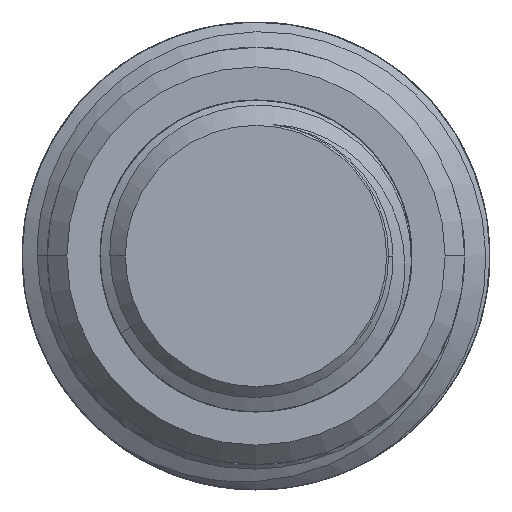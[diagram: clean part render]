
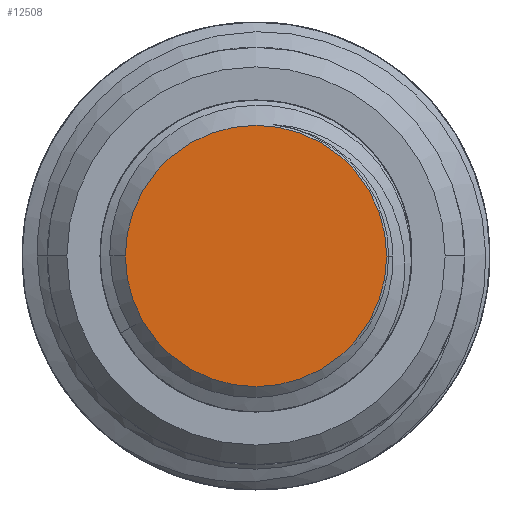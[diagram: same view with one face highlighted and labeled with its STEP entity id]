
A CAD part, front view. The second image highlights one B-rep face of the part: STEP entity #12508.
In plain terms, the highlighted planar face has unit normal (0, -1, 0).
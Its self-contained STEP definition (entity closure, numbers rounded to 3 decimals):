
#1=CARTESIAN_POINT('',(0.,0.,0.));
#2=DIRECTION('',(0.,1.,0.));
#3=DIRECTION('',(1.,0.,0.));
#4=AXIS2_PLACEMENT_3D('',#1,#2,#3);
#6=CARTESIAN_POINT('',(0.,0.,0.));
#7=DIRECTION('',(0.,1.,0.));
#8=DIRECTION('',(0.,0.,-1.));
#9=AXIS2_PLACEMENT_3D('',#6,#7,#8);
#11=CARTESIAN_POINT('',(0.,0.,0.));
#12=DIRECTION('',(0.,1.,0.));
#13=DIRECTION('',(-1.,0.,0.));
#14=AXIS2_PLACEMENT_3D('',#11,#12,#13);
#16=CARTESIAN_POINT('',(0.,0.,0.));
#17=DIRECTION('',(0.,1.,0.));
#18=DIRECTION('',(0.,0.,1.));
#19=AXIS2_PLACEMENT_3D('',#16,#17,#18);
#11717=CARTESIAN_POINT('',(0.,0.,-3.35));
#11718=CARTESIAN_POINT('',(-3.35,0.,0.));
#11719=VERTEX_POINT('',#11717);
#11720=VERTEX_POINT('',#11718);
#11721=CARTESIAN_POINT('',(3.35,0.,0.));
#11722=VERTEX_POINT('',#11721);
#11723=CARTESIAN_POINT('',(0.,0.,3.35));
#11724=VERTEX_POINT('',#11723);
#12493=CARTESIAN_POINT('',(0.,0.,0.));
#12494=DIRECTION('',(0.,1.,0.));
#12495=DIRECTION('',(1.,0.,0.));
#12496=AXIS2_PLACEMENT_3D('',#12493,#12494,#12495);
#12497=PLANE('',#12496);
#12499=ORIENTED_EDGE('',*,*,#12498,.T.);
#12501=ORIENTED_EDGE('',*,*,#12500,.T.);
#12503=ORIENTED_EDGE('',*,*,#12502,.T.);
#12505=ORIENTED_EDGE('',*,*,#12504,.T.);
#12506=EDGE_LOOP('',(#12499,#12501,#12503,#12505));
#12507=FACE_OUTER_BOUND('',#12506,.F.);
#12508=ADVANCED_FACE('',(#12507),#12497,.F.);
#5=CIRCLE('',#4,3.35);
#10=CIRCLE('',#9,3.35);
#15=CIRCLE('',#14,3.35);
#20=CIRCLE('',#19,3.35);
#12498=EDGE_CURVE('',#11722,#11719,#5,.T.);
#12500=EDGE_CURVE('',#11719,#11720,#10,.T.);
#12502=EDGE_CURVE('',#11720,#11724,#15,.T.);
#12504=EDGE_CURVE('',#11724,#11722,#20,.T.);
